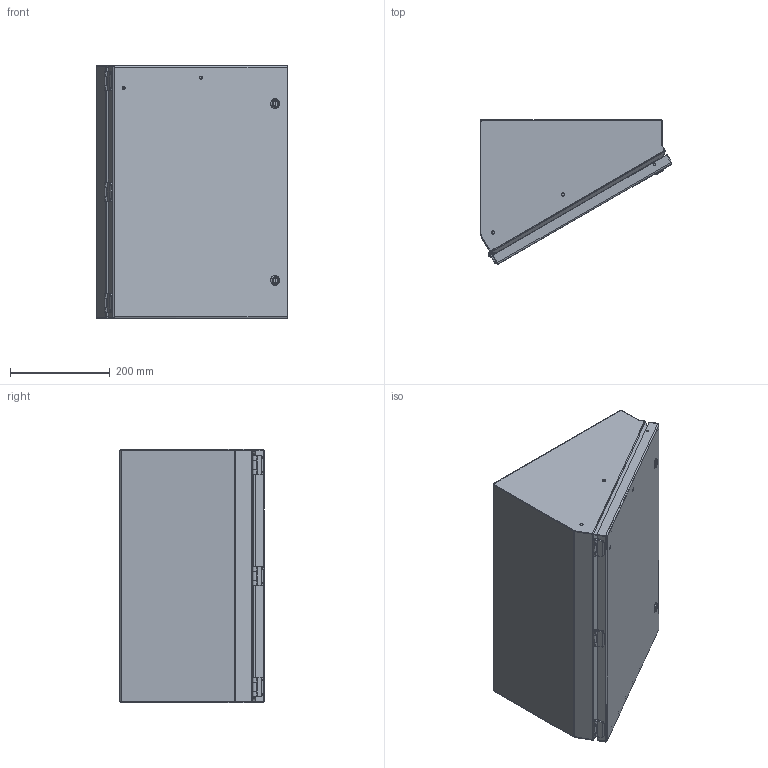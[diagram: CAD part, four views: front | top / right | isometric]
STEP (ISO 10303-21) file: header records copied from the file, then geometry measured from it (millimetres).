
FILE_DESCRIPTION (( 'STEP AP214' ), '1' );
FILE_NAME ('SCE-16C20ELJ.STEP', '2021-01-04T20:38:34', ( '' ), ( '' ), 'SwSTEP 2.0', 'SolidWorks 2019', '' );
FILE_SCHEMA (( 'AUTOMOTIVE_DESIGN' ));
Length unit declared in the file: inch
Products named in the file (1): SCE-16C20ELJ
Bounding box: 384.29 x 289.06 x 508.1 mm (x, y, z)
Volume: 1555065.4 mm3; surface area: 1919727.5 mm2
Topology: 37 solids, 40 shells, 1372 faces, 3191 edges, 1924 vertices
Faces by surface type: cylinder 557, plane 535, torus 126, bspline 93, cone 37, sphere 24
Full cylindrical faces by diameter (mm): 5.08 x2, 7.874 x2, 8.89 x2, 11.684 x2
Entity records: 74796 total; most frequent: CARTESIAN_POINT 32524, DIRECTION 6580, ORIENTED_EDGE 6318, EDGE_CURVE 3159, AXIS2_PLACEMENT_3D 2479, VERTEX_POINT 1918, VECTOR 1622, LINE 1622
